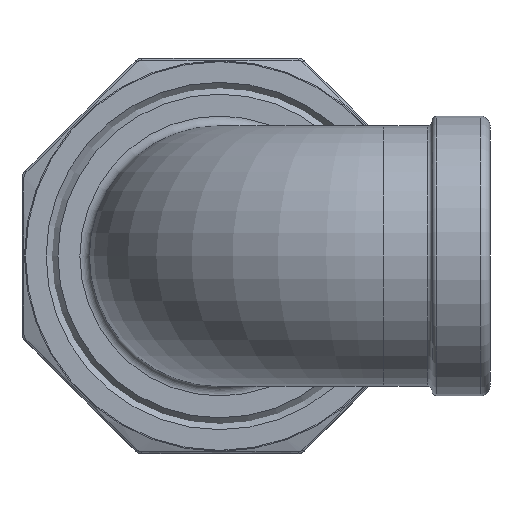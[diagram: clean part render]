
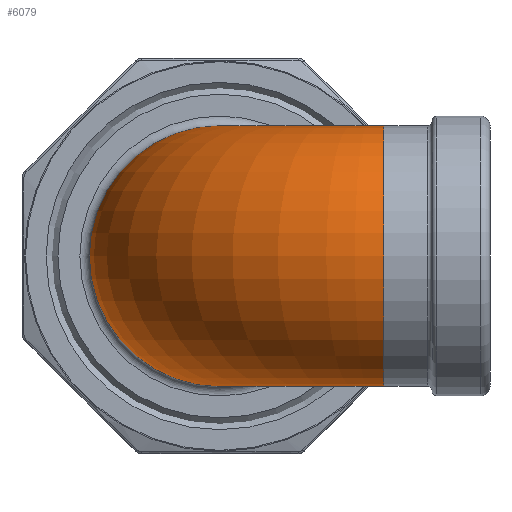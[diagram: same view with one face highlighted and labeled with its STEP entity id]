
A CAD part, left-side view. The second image highlights one B-rep face of the part: STEP entity #6079.
In plain terms, the highlighted toroidal (fillet/blend) face has major radius 17 mm and minor radius 13.5 mm.
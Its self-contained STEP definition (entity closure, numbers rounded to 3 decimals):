
#322 = EDGE_CURVE ( 'NONE', #3734, #3734, #835, .T. ) ;
#785 = CIRCLE ( 'NONE', #1966, 13.5 ) ;
#787 = EDGE_LOOP ( 'NONE', ( #7365 ) ) ;
#835 = CIRCLE ( 'NONE', #2604, 13.5 ) ;
#1188 = CARTESIAN_POINT ( 'NONE',  ( -19., 0., 0. ) ) ;
#1556 = DIRECTION ( 'NONE',  ( 0., -1., 0. ) ) ;
#1966 = AXIS2_PLACEMENT_3D ( 'NONE', #4662, #1556, #10267 ) ;
#2604 = AXIS2_PLACEMENT_3D ( 'NONE', #1188, #4198, #18066 ) ;
#2939 = FACE_OUTER_BOUND ( 'NONE', #13131, .T. ) ;
#3199 = AXIS2_PLACEMENT_3D ( 'NONE', #7433, #16869, #11637 ) ;
#3590 = EDGE_CURVE ( 'NONE', #12492, #12492, #785, .T. ) ;
#3734 = VERTEX_POINT ( 'NONE', #13526 ) ;
#4198 = DIRECTION ( 'NONE',  ( -1., 0., 0. ) ) ;
#4662 = CARTESIAN_POINT ( 'NONE',  ( -36., -17., 0. ) ) ;
#6079 = ADVANCED_FACE ( 'NONE', ( #13988, #2939 ), #6700, .T. ) ;
#6700 = TOROIDAL_SURFACE ( 'NONE', #3199, 17., 13.5 ) ;
#7365 = ORIENTED_EDGE ( 'NONE', *, *, #3590, .F. ) ;
#7433 = CARTESIAN_POINT ( 'NONE',  ( -19., -17., 0. ) ) ;
#10267 = DIRECTION ( 'NONE',  ( 1., 0., 0. ) ) ;
#11637 = DIRECTION ( 'NONE',  ( 1., 0., 0. ) ) ;
#12492 = VERTEX_POINT ( 'NONE', #17518 ) ;
#12975 = ORIENTED_EDGE ( 'NONE', *, *, #322, .T. ) ;
#13131 = EDGE_LOOP ( 'NONE', ( #12975 ) ) ;
#13526 = CARTESIAN_POINT ( 'NONE',  ( -19., -13.5, 0. ) ) ;
#13988 = FACE_OUTER_BOUND ( 'NONE', #787, .T. ) ;
#16869 = DIRECTION ( 'NONE',  ( 0., 0., 1. ) ) ;
#17518 = CARTESIAN_POINT ( 'NONE',  ( -22.5, -17., 0. ) ) ;
#18066 = DIRECTION ( 'NONE',  ( 0., -1., 0. ) ) ;
